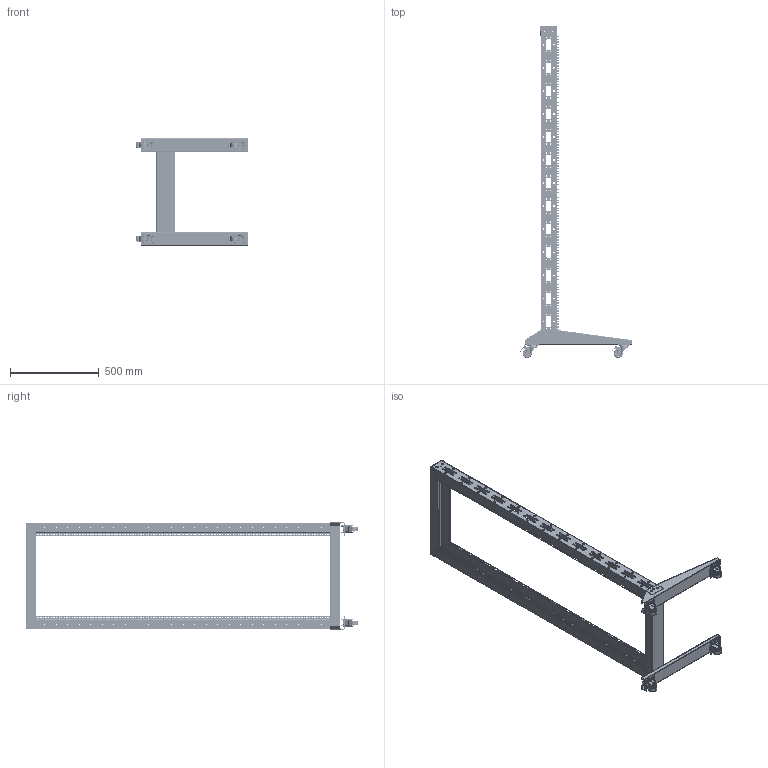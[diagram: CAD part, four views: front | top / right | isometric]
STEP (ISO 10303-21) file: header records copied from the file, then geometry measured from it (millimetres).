
FILE_DESCRIPTION (( 'STEP AP203' ), '1' );
FILE_NAME ('ÊÈÂÀ 193.00.00 ÑÁ ITK LINEA F Ñòîéêà îäíîðàìíàÿ 600õ600_37U.STEP', '2021-12-06T13:28:31', ( '' ), ( '' ), 'SwSTEP 2.0', 'SolidWorks 2017', '' );
FILE_SCHEMA (( 'CONFIG_CONTROL_DESIGN' ));
Length unit declared in the file: millimetre
Products named in the file (21): Âèíò ìåáåëüíûé Din 603 8x25 îö_Œ6å20; ÊÈÂÀ 193.02.00 ÑÁ Ïåðåìû÷êà; ÊÈÂÀ 193.01.00 ÑÁ Ïðîôèëü ìîíòàæíûé_37u; Stud_gost_PreviewCfg; ïëàíêà ñòîïîðà; Ãàéêà ôëàíöåâàÿ DIN 6923_Œ6; 妈眚 镱蜞轫铋 󊬲0; Ðåçüáîâàÿ çàêëåïêà ïîòàé_Œ6; ÊÈÂÀ 193.01.01 Ïðîôèëü ìîíòàæíûé_37u; ﾐ鸙韭; ÊÈÂÀ 193.02.01 Ïåðåìû÷êà; 岓臍 193.03.01-01 侹蜬; Hex Nut 5915_gost_ƒ ©ª  M10x1-6H.12.016 ƒŽ‘’ 5915-70; 岓臍 193.03.00-01 捘 侹蜬; Øïèëüêà äëÿ êîíäåíñàòîðíîé ñâàðêè_Œ6å16; 膰錼勷; 岓臍 193.03.00 捘 侹蜬; 岓臍 193.03.01 侹蜬; ÊÈÂÀ 193.00.00 ÑÁ ITK LINEA F Ñòîéêà îäíîðàìíàÿ 600õ600_37U; 砑霘馯罻 豂錒罻; 昜譇瘔 豂錒罻
Assembly tree (91 placements, depth 3):
  ÊÈÂÀ 193.00.00 ÑÁ ITK LINEA F Ñòîéêà îäíîðàìíàÿ 600õ600_37U
    岓臍 193.03.00 捘 侹蜬
      岓臍 193.03.01 侹蜬
      Hex Nut 5915_gost_ƒ ©ª  M10x1-6H.12.016 ƒŽ‘’ 5915-70  x2
    岓臍 193.03.00-01 捘 侹蜬
      岓臍 193.03.01-01 侹蜬
      Hex Nut 5915_gost_ƒ ©ª  M10x1-6H.12.016 ƒŽ‘’ 5915-70  x2
    ﾐ鸙韭  x4
      膰錼勷
      昜譇瘔 豂錒罻
      ïëàíêà ñòîïîðà
      砑霘馯罻 豂錒罻
      Stud_gost_PreviewCfg
    ÊÈÂÀ 193.01.00 ÑÁ Ïðîôèëü ìîíòàæíûé_37u  x2
      ÊÈÂÀ 193.01.01 Ïðîôèëü ìîíòàæíûé_37u
      Ðåçüáîâàÿ çàêëåïêà ïîòàé_Œ6
      Øïèëüêà äëÿ êîíäåíñàòîðíîé ñâàðêè_Œ6å16
    ÊÈÂÀ 193.02.00 ÑÁ Ïåðåìû÷êà  x2
      ÊÈÂÀ 193.02.01 Ïåðåìû÷êà
      Øïèëüêà äëÿ êîíäåíñàòîðíîé ñâàðêè_Œ6å16
    妈眚 镱蜞轫铋 󊬲0  x20
    Âèíò ìåáåëüíûé Din 603 8x25 îö_Œ6å20  x16
    Ãàéêà ôëàíöåâàÿ DIN 6923_Œ6  x16
Bounding box: 626.06 x 1865.1 x 602.8 mm (x, y, z)
Volume: 2024817.3 mm3; surface area: 2685143.1 mm2
Topology: 122 solids, 122 shells, 5792 faces, 15628 edges, 10172 vertices
Faces by surface type: plane 3542, cylinder 1714, cone 384, torus 64, bspline 56, sphere 32
Entity records: 76997 total; most frequent: CARTESIAN_POINT 12976, ORIENTED_EDGE 12420, DIRECTION 12052, EDGE_CURVE 6210, LINE 4794, VECTOR 4794, VERTEX_POINT 4073, AXIS2_PLACEMENT_3D 3629
